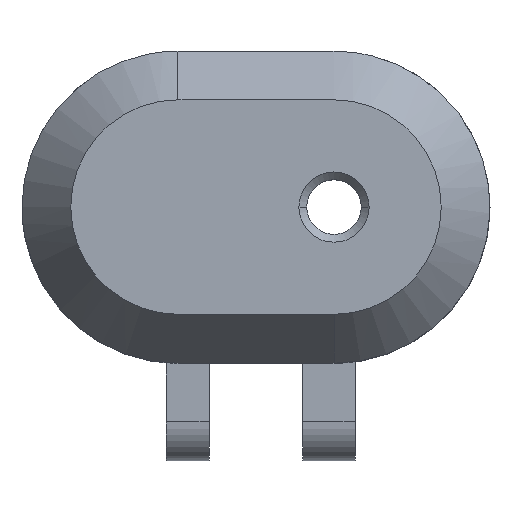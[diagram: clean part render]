
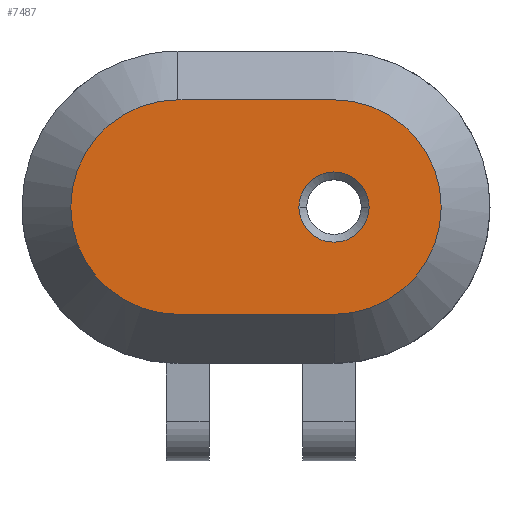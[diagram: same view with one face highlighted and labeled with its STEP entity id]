
A CAD part, top view. The second image highlights one B-rep face of the part: STEP entity #7487.
In plain terms, the highlighted planar face has unit normal (0, 0, 1).
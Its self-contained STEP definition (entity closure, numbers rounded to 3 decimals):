
#382 = CARTESIAN_POINT ( 'NONE',  ( -10., -27.25, 28.14 ) ) ;
#540 = CIRCLE ( 'NONE', #3184, 13.75 ) ;
#645 = CARTESIAN_POINT ( 'NONE',  ( 10., -13.5, 28.14 ) ) ;
#658 = DIRECTION ( 'NONE',  ( 0., 0., 1. ) ) ;
#674 = VERTEX_POINT ( 'NONE', #7633 ) ;
#682 = EDGE_CURVE ( 'NONE', #674, #7312, #7836, .T. ) ;
#1142 = VERTEX_POINT ( 'NONE', #382 ) ;
#1230 = DIRECTION ( 'NONE',  ( 1., 0., 0. ) ) ;
#1240 = DIRECTION ( 'NONE',  ( 1., 0., 0. ) ) ;
#1508 = FACE_OUTER_BOUND ( 'NONE', #1536, .T. ) ;
#1536 = EDGE_LOOP ( 'NONE', ( #6158, #5607, #5278, #2563 ) ) ;
#1578 = LINE ( 'NONE', #4140, #2433 ) ;
#1791 = ORIENTED_EDGE ( 'NONE', *, *, #682, .T. ) ;
#2072 = DIRECTION ( 'NONE',  ( 1., 0., 0. ) ) ;
#2433 = VECTOR ( 'NONE', #7656, 1000. ) ;
#2563 = ORIENTED_EDGE ( 'NONE', *, *, #6331, .T. ) ;
#2637 = DIRECTION ( 'NONE',  ( 0., 0., -1. ) ) ;
#2642 = AXIS2_PLACEMENT_3D ( 'NONE', #7567, #8256, #8975 ) ;
#2944 = CARTESIAN_POINT ( 'NONE',  ( -10., -13.5, 28.14 ) ) ;
#3184 = AXIS2_PLACEMENT_3D ( 'NONE', #6881, #658, #2072 ) ;
#3344 = FACE_BOUND ( 'NONE', #5148, .T. ) ;
#3455 = EDGE_CURVE ( 'NONE', #4967, #7047, #1578, .T. ) ;
#4088 = EDGE_CURVE ( 'NONE', #7312, #674, #7627, .T. ) ;
#4100 = PLANE ( 'NONE',  #6044 ) ;
#4135 = CARTESIAN_POINT ( 'NONE',  ( 10., -13.5, 28.14 ) ) ;
#4140 = CARTESIAN_POINT ( 'NONE',  ( 10., 0.25, 28.14 ) ) ;
#4334 = DIRECTION ( 'NONE',  ( 1., 0., 0. ) ) ;
#4375 = EDGE_CURVE ( 'NONE', #7047, #1142, #5440, .T. ) ;
#4384 = VERTEX_POINT ( 'NONE', #8603 ) ;
#4508 = AXIS2_PLACEMENT_3D ( 'NONE', #645, #2637, #1230 ) ;
#4557 = AXIS2_PLACEMENT_3D ( 'NONE', #2944, #5815, #4334 ) ;
#4967 = VERTEX_POINT ( 'NONE', #6439 ) ;
#5005 = CARTESIAN_POINT ( 'NONE',  ( -10., 0.25, 28.14 ) ) ;
#5148 = EDGE_LOOP ( 'NONE', ( #1791, #5432 ) ) ;
#5278 = ORIENTED_EDGE ( 'NONE', *, *, #4375, .T. ) ;
#5432 = ORIENTED_EDGE ( 'NONE', *, *, #4088, .T. ) ;
#5440 = CIRCLE ( 'NONE', #4557, 13.75 ) ;
#5607 = ORIENTED_EDGE ( 'NONE', *, *, #3455, .T. ) ;
#5815 = DIRECTION ( 'NONE',  ( 0., 0., 1. ) ) ;
#6044 = AXIS2_PLACEMENT_3D ( 'NONE', #4135, #9051, #1240 ) ;
#6158 = ORIENTED_EDGE ( 'NONE', *, *, #6262, .T. ) ;
#6262 = EDGE_CURVE ( 'NONE', #4384, #4967, #540, .T. ) ;
#6331 = EDGE_CURVE ( 'NONE', #1142, #4384, #6843, .T. ) ;
#6439 = CARTESIAN_POINT ( 'NONE',  ( 10., 0.25, 28.14 ) ) ;
#6843 = LINE ( 'NONE', #7558, #7507 ) ;
#6881 = CARTESIAN_POINT ( 'NONE',  ( 10., -13.5, 28.14 ) ) ;
#6913 = DIRECTION ( 'NONE',  ( 1., 0., 0. ) ) ;
#7047 = VERTEX_POINT ( 'NONE', #5005 ) ;
#7312 = VERTEX_POINT ( 'NONE', #7408 ) ;
#7408 = CARTESIAN_POINT ( 'NONE',  ( 5.5, -13.5, 28.14 ) ) ;
#7487 = ADVANCED_FACE ( 'NONE', ( #3344, #1508 ), #4100, .T. ) ;
#7507 = VECTOR ( 'NONE', #6913, 1000. ) ;
#7558 = CARTESIAN_POINT ( 'NONE',  ( 10., -27.25, 28.14 ) ) ;
#7567 = CARTESIAN_POINT ( 'NONE',  ( 10., -13.5, 28.14 ) ) ;
#7627 = CIRCLE ( 'NONE', #4508, 4.5 ) ;
#7633 = CARTESIAN_POINT ( 'NONE',  ( 14.5, -13.5, 28.14 ) ) ;
#7656 = DIRECTION ( 'NONE',  ( -1., 0., 0. ) ) ;
#7836 = CIRCLE ( 'NONE', #2642, 4.5 ) ;
#8256 = DIRECTION ( 'NONE',  ( 0., 0., -1. ) ) ;
#8603 = CARTESIAN_POINT ( 'NONE',  ( 10., -27.25, 28.14 ) ) ;
#8975 = DIRECTION ( 'NONE',  ( 1., 0., 0. ) ) ;
#9051 = DIRECTION ( 'NONE',  ( 0., 0., 1. ) ) ;
